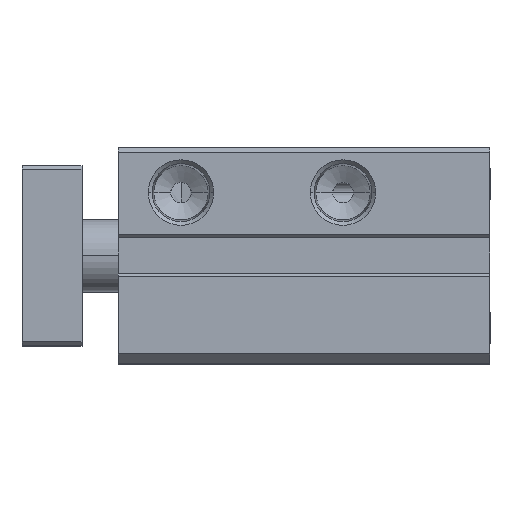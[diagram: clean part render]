
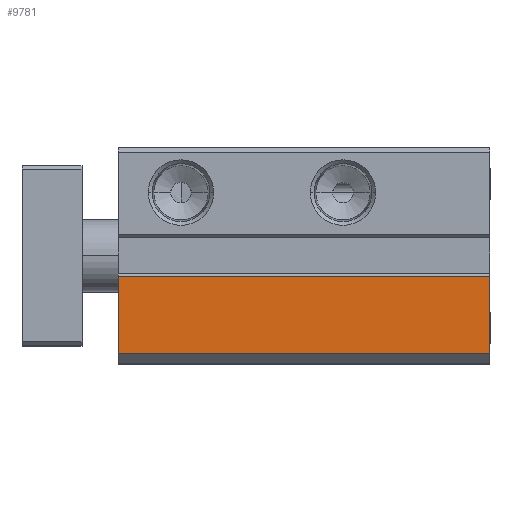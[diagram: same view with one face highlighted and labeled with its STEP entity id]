
A CAD part, top view. The second image highlights one B-rep face of the part: STEP entity #9781.
In plain terms, the highlighted planar face has unit normal (0, 0, 1).
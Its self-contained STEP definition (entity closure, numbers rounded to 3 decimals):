
#606 = LINE ( 'NONE', #4544, #5494 ) ;
#752 = VERTEX_POINT ( 'NONE', #5416 ) ;
#900 = LINE ( 'NONE', #4722, #8127 ) ;
#950 = VERTEX_POINT ( 'NONE', #2138 ) ;
#1990 = CARTESIAN_POINT ( 'NONE',  ( 0., -16.4, 41.5 ) ) ;
#2080 = EDGE_CURVE ( 'NONE', #3017, #752, #10540, .T. ) ;
#2138 = CARTESIAN_POINT ( 'NONE',  ( 0., -3.5, 41.5 ) ) ;
#2718 = CARTESIAN_POINT ( 'NONE',  ( 0., -16.4, 41.5 ) ) ;
#3017 = VERTEX_POINT ( 'NONE', #11583 ) ;
#3207 = ORIENTED_EDGE ( 'NONE', *, *, #2080, .F. ) ;
#3439 = DIRECTION ( 'NONE',  ( 0., 0., 1. ) ) ;
#3772 = ORIENTED_EDGE ( 'NONE', *, *, #9620, .T. ) ;
#4000 = ORIENTED_EDGE ( 'NONE', *, *, #7247, .T. ) ;
#4077 = DIRECTION ( 'NONE',  ( 0., -1., 0. ) ) ;
#4159 = VERTEX_POINT ( 'NONE', #9570 ) ;
#4367 = DIRECTION ( 'NONE',  ( 0., 1., 0. ) ) ;
#4544 = CARTESIAN_POINT ( 'NONE',  ( 62., -16.4, 41.5 ) ) ;
#4611 = DIRECTION ( 'NONE',  ( -1., 0., 0. ) ) ;
#4722 = CARTESIAN_POINT ( 'NONE',  ( 0., -3.5, 41.5 ) ) ;
#4946 = LINE ( 'NONE', #5885, #10727 ) ;
#5416 = CARTESIAN_POINT ( 'NONE',  ( 0., -16.4, 41.5 ) ) ;
#5494 = VECTOR ( 'NONE', #4367, 1000. ) ;
#5885 = CARTESIAN_POINT ( 'NONE',  ( 0., -16.4, 41.5 ) ) ;
#7241 = FACE_OUTER_BOUND ( 'NONE', #10487, .T. ) ;
#7247 = EDGE_CURVE ( 'NONE', #3017, #4159, #606, .T. ) ;
#7523 = AXIS2_PLACEMENT_3D ( 'NONE', #2718, #3439, #11001 ) ;
#8127 = VECTOR ( 'NONE', #9597, 1000. ) ;
#8773 = ORIENTED_EDGE ( 'NONE', *, *, #9922, .T. ) ;
#9000 = PLANE ( 'NONE',  #7523 ) ;
#9570 = CARTESIAN_POINT ( 'NONE',  ( 62., -3.5, 41.5 ) ) ;
#9597 = DIRECTION ( 'NONE',  ( -1., 0., 0. ) ) ;
#9620 = EDGE_CURVE ( 'NONE', #950, #752, #4946, .T. ) ;
#9781 = ADVANCED_FACE ( 'NONE', ( #7241 ), #9000, .T. ) ;
#9840 = VECTOR ( 'NONE', #4611, 1000. ) ;
#9922 = EDGE_CURVE ( 'NONE', #4159, #950, #900, .T. ) ;
#10487 = EDGE_LOOP ( 'NONE', ( #3772, #3207, #4000, #8773 ) ) ;
#10540 = LINE ( 'NONE', #1990, #9840 ) ;
#10727 = VECTOR ( 'NONE', #4077, 1000. ) ;
#11001 = DIRECTION ( 'NONE',  ( 1., 0., 0. ) ) ;
#11583 = CARTESIAN_POINT ( 'NONE',  ( 62., -16.4, 41.5 ) ) ;
